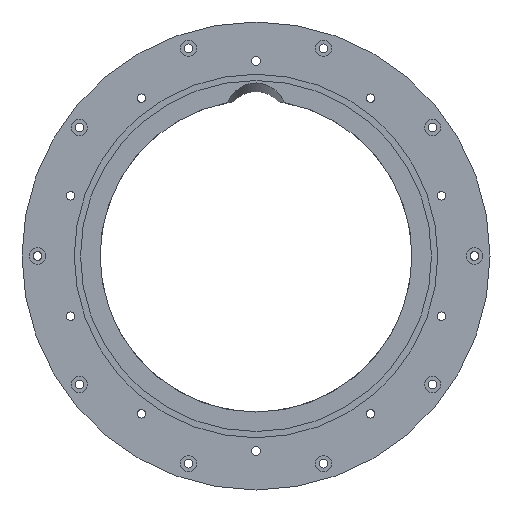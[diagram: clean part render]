
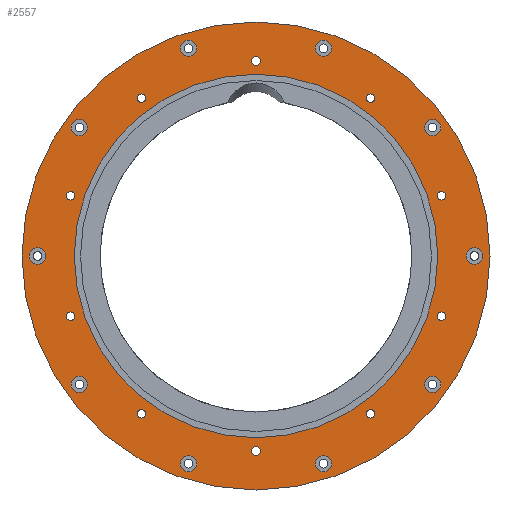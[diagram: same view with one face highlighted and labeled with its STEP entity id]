
A CAD part, front view. The second image highlights one B-rep face of the part: STEP entity #2557.
In plain terms, the highlighted planar face has unit normal (0, -1, 0).
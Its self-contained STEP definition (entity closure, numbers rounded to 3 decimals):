
#561=FACE_BOUND('',#1065,.T.);
#562=FACE_BOUND('',#1066,.T.);
#563=FACE_BOUND('',#1067,.T.);
#564=FACE_BOUND('',#1068,.T.);
#565=FACE_BOUND('',#1069,.T.);
#566=FACE_BOUND('',#1070,.T.);
#567=FACE_BOUND('',#1071,.T.);
#568=FACE_BOUND('',#1072,.T.);
#569=FACE_BOUND('',#1073,.T.);
#570=FACE_BOUND('',#1074,.T.);
#571=FACE_BOUND('',#1075,.T.);
#572=FACE_BOUND('',#1076,.T.);
#573=FACE_BOUND('',#1077,.T.);
#574=FACE_BOUND('',#1078,.T.);
#575=FACE_BOUND('',#1079,.T.);
#576=FACE_BOUND('',#1080,.T.);
#577=FACE_BOUND('',#1081,.T.);
#578=FACE_BOUND('',#1082,.T.);
#579=FACE_BOUND('',#1083,.T.);
#580=FACE_BOUND('',#1084,.T.);
#581=FACE_BOUND('',#1085,.T.);
#586=CIRCLE('',#2591,116.5);
#594=CIRCLE('',#2606,5.238);
#598=CIRCLE('',#2613,5.238);
#602=CIRCLE('',#2620,5.238);
#606=CIRCLE('',#2627,5.238);
#610=CIRCLE('',#2634,5.238);
#614=CIRCLE('',#2641,5.238);
#618=CIRCLE('',#2648,5.238);
#622=CIRCLE('',#2655,5.238);
#626=CIRCLE('',#2662,5.238);
#630=CIRCLE('',#2669,5.238);
#663=CIRCLE('',#2786,2.75);
#664=CIRCLE('',#2788,2.75);
#665=CIRCLE('',#2790,2.75);
#666=CIRCLE('',#2792,2.75);
#667=CIRCLE('',#2794,2.75);
#668=CIRCLE('',#2796,2.75);
#669=CIRCLE('',#2798,2.75);
#670=CIRCLE('',#2800,2.75);
#671=CIRCLE('',#2802,2.75);
#672=CIRCLE('',#2804,2.75);
#673=CIRCLE('',#2806,150.);
#760=PLANE('',#2808);
#894=FACE_OUTER_BOUND('',#1064,.T.);
#1064=EDGE_LOOP('',(#2355));
#1065=EDGE_LOOP('',(#2356));
#1066=EDGE_LOOP('',(#2357));
#1067=EDGE_LOOP('',(#2358));
#1068=EDGE_LOOP('',(#2359));
#1069=EDGE_LOOP('',(#2360));
#1070=EDGE_LOOP('',(#2361));
#1071=EDGE_LOOP('',(#2362));
#1072=EDGE_LOOP('',(#2363));
#1073=EDGE_LOOP('',(#2364));
#1074=EDGE_LOOP('',(#2365));
#1075=EDGE_LOOP('',(#2366));
#1076=EDGE_LOOP('',(#2367));
#1077=EDGE_LOOP('',(#2368));
#1078=EDGE_LOOP('',(#2369));
#1079=EDGE_LOOP('',(#2370));
#1080=EDGE_LOOP('',(#2371));
#1081=EDGE_LOOP('',(#2372));
#1082=EDGE_LOOP('',(#2373));
#1083=EDGE_LOOP('',(#2374));
#1084=EDGE_LOOP('',(#2375));
#1085=EDGE_LOOP('',(#2376));
#1097=VERTEX_POINT('',#3556);
#1104=VERTEX_POINT('',#3582);
#1108=VERTEX_POINT('',#3595);
#1112=VERTEX_POINT('',#3608);
#1116=VERTEX_POINT('',#3621);
#1120=VERTEX_POINT('',#3634);
#1124=VERTEX_POINT('',#3647);
#1128=VERTEX_POINT('',#3660);
#1132=VERTEX_POINT('',#3673);
#1136=VERTEX_POINT('',#3686);
#1140=VERTEX_POINT('',#3699);
#1313=VERTEX_POINT('',#4211);
#1314=VERTEX_POINT('',#4215);
#1315=VERTEX_POINT('',#4219);
#1316=VERTEX_POINT('',#4223);
#1317=VERTEX_POINT('',#4227);
#1318=VERTEX_POINT('',#4231);
#1319=VERTEX_POINT('',#4235);
#1320=VERTEX_POINT('',#4239);
#1321=VERTEX_POINT('',#4243);
#1322=VERTEX_POINT('',#4247);
#1323=VERTEX_POINT('',#4251);
#1333=EDGE_CURVE('',#1097,#1097,#586,.T.);
#1344=EDGE_CURVE('',#1104,#1104,#594,.T.);
#1350=EDGE_CURVE('',#1108,#1108,#598,.T.);
#1356=EDGE_CURVE('',#1112,#1112,#602,.T.);
#1362=EDGE_CURVE('',#1116,#1116,#606,.T.);
#1368=EDGE_CURVE('',#1120,#1120,#610,.T.);
#1374=EDGE_CURVE('',#1124,#1124,#614,.T.);
#1380=EDGE_CURVE('',#1128,#1128,#618,.T.);
#1386=EDGE_CURVE('',#1132,#1132,#622,.T.);
#1392=EDGE_CURVE('',#1136,#1136,#626,.T.);
#1398=EDGE_CURVE('',#1140,#1140,#630,.T.);
#1654=EDGE_CURVE('',#1313,#1313,#663,.T.);
#1656=EDGE_CURVE('',#1314,#1314,#664,.T.);
#1658=EDGE_CURVE('',#1315,#1315,#665,.T.);
#1660=EDGE_CURVE('',#1316,#1316,#666,.T.);
#1662=EDGE_CURVE('',#1317,#1317,#667,.T.);
#1664=EDGE_CURVE('',#1318,#1318,#668,.T.);
#1666=EDGE_CURVE('',#1319,#1319,#669,.T.);
#1668=EDGE_CURVE('',#1320,#1320,#670,.T.);
#1670=EDGE_CURVE('',#1321,#1321,#671,.T.);
#1672=EDGE_CURVE('',#1322,#1322,#672,.T.);
#1674=EDGE_CURVE('',#1323,#1323,#673,.T.);
#2355=ORIENTED_EDGE('',*,*,#1674,.F.);
#2356=ORIENTED_EDGE('',*,*,#1333,.T.);
#2357=ORIENTED_EDGE('',*,*,#1344,.T.);
#2358=ORIENTED_EDGE('',*,*,#1350,.T.);
#2359=ORIENTED_EDGE('',*,*,#1356,.T.);
#2360=ORIENTED_EDGE('',*,*,#1362,.T.);
#2361=ORIENTED_EDGE('',*,*,#1368,.T.);
#2362=ORIENTED_EDGE('',*,*,#1374,.T.);
#2363=ORIENTED_EDGE('',*,*,#1380,.T.);
#2364=ORIENTED_EDGE('',*,*,#1386,.T.);
#2365=ORIENTED_EDGE('',*,*,#1392,.T.);
#2366=ORIENTED_EDGE('',*,*,#1398,.T.);
#2367=ORIENTED_EDGE('',*,*,#1656,.F.);
#2368=ORIENTED_EDGE('',*,*,#1660,.F.);
#2369=ORIENTED_EDGE('',*,*,#1664,.F.);
#2370=ORIENTED_EDGE('',*,*,#1668,.F.);
#2371=ORIENTED_EDGE('',*,*,#1672,.F.);
#2372=ORIENTED_EDGE('',*,*,#1670,.F.);
#2373=ORIENTED_EDGE('',*,*,#1666,.F.);
#2374=ORIENTED_EDGE('',*,*,#1662,.F.);
#2375=ORIENTED_EDGE('',*,*,#1658,.F.);
#2376=ORIENTED_EDGE('',*,*,#1654,.F.);
#2557=ADVANCED_FACE('',(#894,#561,#562,#563,#564,#565,#566,#567,#568,#569,
#570,#571,#572,#573,#574,#575,#576,#577,#578,#579,#580,#581),#760,.F.);
#2591=AXIS2_PLACEMENT_3D('',#3558,#2832,#2833);
#2606=AXIS2_PLACEMENT_3D('',#3583,#2865,#2866);
#2613=AXIS2_PLACEMENT_3D('',#3596,#2881,#2882);
#2620=AXIS2_PLACEMENT_3D('',#3609,#2897,#2898);
#2627=AXIS2_PLACEMENT_3D('',#3622,#2913,#2914);
#2634=AXIS2_PLACEMENT_3D('',#3635,#2929,#2930);
#2641=AXIS2_PLACEMENT_3D('',#3648,#2945,#2946);
#2648=AXIS2_PLACEMENT_3D('',#3661,#2961,#2962);
#2655=AXIS2_PLACEMENT_3D('',#3674,#2977,#2978);
#2662=AXIS2_PLACEMENT_3D('',#3687,#2993,#2994);
#2669=AXIS2_PLACEMENT_3D('',#3700,#3009,#3010);
#2786=AXIS2_PLACEMENT_3D('',#4213,#3466,#3467);
#2788=AXIS2_PLACEMENT_3D('',#4217,#3471,#3472);
#2790=AXIS2_PLACEMENT_3D('',#4221,#3476,#3477);
#2792=AXIS2_PLACEMENT_3D('',#4225,#3481,#3482);
#2794=AXIS2_PLACEMENT_3D('',#4229,#3486,#3487);
#2796=AXIS2_PLACEMENT_3D('',#4233,#3491,#3492);
#2798=AXIS2_PLACEMENT_3D('',#4237,#3496,#3497);
#2800=AXIS2_PLACEMENT_3D('',#4241,#3501,#3502);
#2802=AXIS2_PLACEMENT_3D('',#4245,#3506,#3507);
#2804=AXIS2_PLACEMENT_3D('',#4249,#3511,#3512);
#2806=AXIS2_PLACEMENT_3D('',#4253,#3516,#3517);
#2808=AXIS2_PLACEMENT_3D('',#4255,#3520,#3521);
#2832=DIRECTION('center_axis',(0.,1.,0.));
#2833=DIRECTION('ref_axis',(0.,0.,-1.));
#2865=DIRECTION('center_axis',(0.,1.,0.));
#2866=DIRECTION('ref_axis',(1.,0.,0.));
#2881=DIRECTION('center_axis',(0.,1.,0.));
#2882=DIRECTION('ref_axis',(1.,0.,0.));
#2897=DIRECTION('center_axis',(0.,1.,0.));
#2898=DIRECTION('ref_axis',(1.,0.,0.));
#2913=DIRECTION('center_axis',(0.,1.,0.));
#2914=DIRECTION('ref_axis',(1.,0.,0.));
#2929=DIRECTION('center_axis',(0.,1.,0.));
#2930=DIRECTION('ref_axis',(1.,0.,0.));
#2945=DIRECTION('center_axis',(0.,1.,0.));
#2946=DIRECTION('ref_axis',(1.,0.,0.));
#2961=DIRECTION('center_axis',(0.,1.,0.));
#2962=DIRECTION('ref_axis',(1.,0.,0.));
#2977=DIRECTION('center_axis',(0.,1.,0.));
#2978=DIRECTION('ref_axis',(1.,0.,0.));
#2993=DIRECTION('center_axis',(0.,1.,0.));
#2994=DIRECTION('ref_axis',(1.,0.,0.));
#3009=DIRECTION('center_axis',(0.,1.,0.));
#3010=DIRECTION('ref_axis',(1.,0.,0.));
#3466=DIRECTION('center_axis',(0.,-1.,0.));
#3467=DIRECTION('ref_axis',(1.,0.,0.));
#3471=DIRECTION('center_axis',(0.,-1.,0.));
#3472=DIRECTION('ref_axis',(1.,0.,0.));
#3476=DIRECTION('center_axis',(0.,-1.,0.));
#3477=DIRECTION('ref_axis',(1.,0.,0.));
#3481=DIRECTION('center_axis',(0.,-1.,0.));
#3482=DIRECTION('ref_axis',(1.,0.,0.));
#3486=DIRECTION('center_axis',(0.,-1.,0.));
#3487=DIRECTION('ref_axis',(1.,0.,0.));
#3491=DIRECTION('center_axis',(0.,-1.,0.));
#3492=DIRECTION('ref_axis',(1.,0.,0.));
#3496=DIRECTION('center_axis',(0.,-1.,0.));
#3497=DIRECTION('ref_axis',(1.,0.,0.));
#3501=DIRECTION('center_axis',(0.,-1.,0.));
#3502=DIRECTION('ref_axis',(1.,0.,0.));
#3506=DIRECTION('center_axis',(0.,-1.,0.));
#3507=DIRECTION('ref_axis',(1.,0.,0.));
#3511=DIRECTION('center_axis',(0.,-1.,0.));
#3512=DIRECTION('ref_axis',(1.,0.,0.));
#3516=DIRECTION('center_axis',(0.,1.,0.));
#3517=DIRECTION('ref_axis',(-1.,0.,0.));
#3520=DIRECTION('center_axis',(0.,1.,0.));
#3521=DIRECTION('ref_axis',(0.,0.,1.));
#3556=CARTESIAN_POINT('',(0.,0.,116.5));
#3558=CARTESIAN_POINT('Origin',(0.,0.,0.));
#3582=CARTESIAN_POINT('',(38.025,0.,-133.148));
#3583=CARTESIAN_POINT('Origin',(43.262,0.,-133.148));
#3595=CARTESIAN_POINT('',(108.025,0.,-82.29));
#3596=CARTESIAN_POINT('Origin',(113.262,0.,-82.29));
#3608=CARTESIAN_POINT('',(134.763,0.,0.));
#3609=CARTESIAN_POINT('Origin',(140.,0.,0.));
#3621=CARTESIAN_POINT('',(108.025,0.,82.29));
#3622=CARTESIAN_POINT('Origin',(113.262,0.,82.29));
#3634=CARTESIAN_POINT('',(38.025,0.,133.148));
#3635=CARTESIAN_POINT('Origin',(43.262,0.,133.148));
#3647=CARTESIAN_POINT('',(-48.5,0.,133.148));
#3648=CARTESIAN_POINT('Origin',(-43.262,0.,133.148));
#3660=CARTESIAN_POINT('',(-118.5,0.,82.29));
#3661=CARTESIAN_POINT('Origin',(-113.262,0.,82.29));
#3673=CARTESIAN_POINT('',(-145.238,0.,0.));
#3674=CARTESIAN_POINT('Origin',(-140.,0.,0.));
#3686=CARTESIAN_POINT('',(-118.5,0.,-82.29));
#3687=CARTESIAN_POINT('Origin',(-113.262,0.,-82.29));
#3699=CARTESIAN_POINT('',(-48.5,0.,-133.148));
#3700=CARTESIAN_POINT('Origin',(-43.262,0.,-133.148));
#4211=CARTESIAN_POINT('',(-76.223,0.,101.127));
#4213=CARTESIAN_POINT('Origin',(-73.473,0.,101.127));
#4215=CARTESIAN_POINT('',(-121.632,0.,38.627));
#4217=CARTESIAN_POINT('Origin',(-118.882,0.,38.627));
#4219=CARTESIAN_POINT('',(-121.632,0.,-38.627));
#4221=CARTESIAN_POINT('Origin',(-118.882,0.,-38.627));
#4223=CARTESIAN_POINT('',(-76.223,0.,-101.127));
#4225=CARTESIAN_POINT('Origin',(-73.473,0.,-101.127));
#4227=CARTESIAN_POINT('',(-2.75,0.,-125.));
#4229=CARTESIAN_POINT('Origin',(0.,0.,-125.));
#4231=CARTESIAN_POINT('',(70.723,0.,-101.127));
#4233=CARTESIAN_POINT('Origin',(73.473,0.,-101.127));
#4235=CARTESIAN_POINT('',(116.132,0.,-38.627));
#4237=CARTESIAN_POINT('Origin',(118.882,0.,-38.627));
#4239=CARTESIAN_POINT('',(116.132,0.,38.627));
#4241=CARTESIAN_POINT('Origin',(118.882,0.,38.627));
#4243=CARTESIAN_POINT('',(70.723,0.,101.127));
#4245=CARTESIAN_POINT('Origin',(73.473,0.,101.127));
#4247=CARTESIAN_POINT('',(-2.75,0.,125.));
#4249=CARTESIAN_POINT('Origin',(0.,0.,125.));
#4251=CARTESIAN_POINT('',(150.,0.,0.));
#4253=CARTESIAN_POINT('Origin',(0.,0.,0.));
#4255=CARTESIAN_POINT('Origin',(0.,0.,0.));
